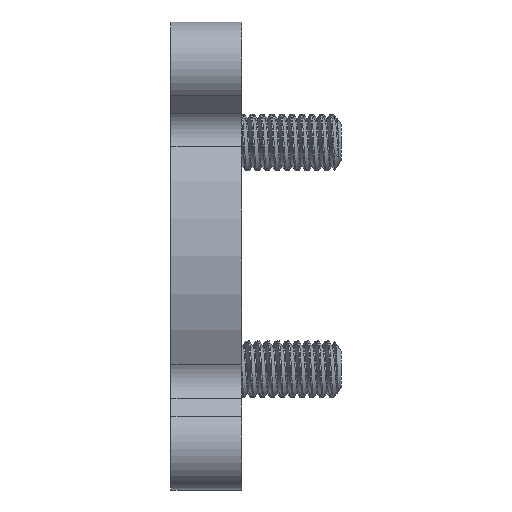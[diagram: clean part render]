
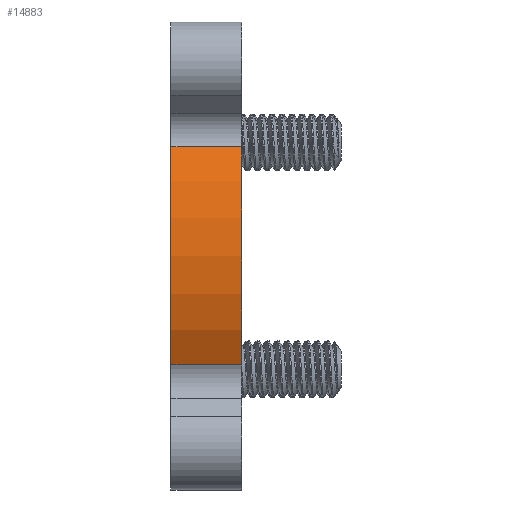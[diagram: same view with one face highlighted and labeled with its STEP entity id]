
A CAD part, front view. The second image highlights one B-rep face of the part: STEP entity #14883.
In plain terms, the highlighted cylindrical face has radius 16 mm (diameter 32 mm), a partial arc.
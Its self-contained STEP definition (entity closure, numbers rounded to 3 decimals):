
#34 = CIRCLE ( 'NONE', #4639, 16. ) ;
#491 = VERTEX_POINT ( 'NONE', #15093 ) ;
#993 = DIRECTION ( 'NONE',  ( -1., 0., 0. ) ) ;
#1285 = DIRECTION ( 'NONE',  ( 0., 0., 1. ) ) ;
#1300 = CARTESIAN_POINT ( 'NONE',  ( 0., -14.029, 7.694 ) ) ;
#1739 = CARTESIAN_POINT ( 'NONE',  ( 5., 0., 0. ) ) ;
#2256 = ORIENTED_EDGE ( 'NONE', *, *, #7062, .F. ) ;
#2673 = ORIENTED_EDGE ( 'NONE', *, *, #5759, .F. ) ;
#2713 = EDGE_CURVE ( 'NONE', #4313, #2840, #5920, .T. ) ;
#2840 = VERTEX_POINT ( 'NONE', #1300 ) ;
#2941 = DIRECTION ( 'NONE',  ( 1., 0., 0. ) ) ;
#2985 = DIRECTION ( 'NONE',  ( 0., 0., -1. ) ) ;
#3144 = CARTESIAN_POINT ( 'NONE',  ( 0., -14.029, -7.694 ) ) ;
#3241 = CARTESIAN_POINT ( 'NONE',  ( 5., -14.029, 7.694 ) ) ;
#3283 = CARTESIAN_POINT ( 'NONE',  ( 0., 0., 0. ) ) ;
#4313 = VERTEX_POINT ( 'NONE', #3241 ) ;
#4518 = ORIENTED_EDGE ( 'NONE', *, *, #15134, .F. ) ;
#4639 = AXIS2_PLACEMENT_3D ( 'NONE', #1739, #2941, #2985 ) ;
#5436 = CIRCLE ( 'NONE', #5509, 16. ) ;
#5509 = AXIS2_PLACEMENT_3D ( 'NONE', #3283, #993, #15088 ) ;
#5759 = EDGE_CURVE ( 'NONE', #6180, #2840, #5436, .T. ) ;
#5809 = EDGE_LOOP ( 'NONE', ( #2256, #6423, #2673, #4518 ) ) ;
#5920 = LINE ( 'NONE', #14094, #6648 ) ;
#6180 = VERTEX_POINT ( 'NONE', #3144 ) ;
#6237 = FACE_OUTER_BOUND ( 'NONE', #5809, .T. ) ;
#6423 = ORIENTED_EDGE ( 'NONE', *, *, #2713, .T. ) ;
#6648 = VECTOR ( 'NONE', #7012, 1000. ) ;
#7012 = DIRECTION ( 'NONE',  ( -1., 0., 0. ) ) ;
#7062 = EDGE_CURVE ( 'NONE', #4313, #491, #34, .T. ) ;
#9839 = VECTOR ( 'NONE', #13853, 1000. ) ;
#10387 = LINE ( 'NONE', #14908, #9839 ) ;
#10599 = DIRECTION ( 'NONE',  ( -1., 0., 0. ) ) ;
#11085 = CYLINDRICAL_SURFACE ( 'NONE', #13884, 16. ) ;
#13853 = DIRECTION ( 'NONE',  ( -1., 0., 0. ) ) ;
#13884 = AXIS2_PLACEMENT_3D ( 'NONE', #15442, #10599, #1285 ) ;
#14094 = CARTESIAN_POINT ( 'NONE',  ( 7.623, -14.029, 7.694 ) ) ;
#14883 = ADVANCED_FACE ( 'NONE', ( #6237 ), #11085, .T. ) ;
#14908 = CARTESIAN_POINT ( 'NONE',  ( 7.623, -14.029, -7.694 ) ) ;
#15088 = DIRECTION ( 'NONE',  ( 0., 1., 0. ) ) ;
#15093 = CARTESIAN_POINT ( 'NONE',  ( 5., -14.029, -7.694 ) ) ;
#15134 = EDGE_CURVE ( 'NONE', #491, #6180, #10387, .T. ) ;
#15442 = CARTESIAN_POINT ( 'NONE',  ( 5.262, 0., 0. ) ) ;
